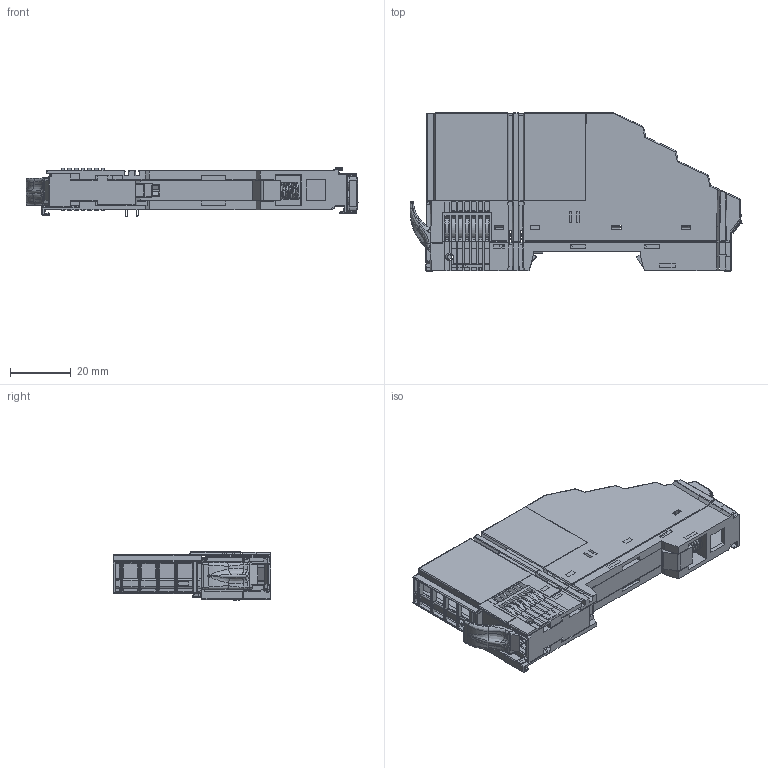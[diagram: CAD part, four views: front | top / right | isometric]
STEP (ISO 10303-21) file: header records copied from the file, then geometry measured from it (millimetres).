
FILE_DESCRIPTION((''),'2;1');
FILE_NAME('001-1BA00_DET5','2013-11-19T',('TReuther'),(''),'PRO/ENGINEER BY PARAMETRIC TECHNOLOGY CORPORATION, 2013320','PRO/ENGINEER BY PARAMETRIC TECHNOLOGY CORPORATION, 2013320','');
FILE_SCHEMA(('CONFIG_CONTROL_DESIGN'));
Products named in the file (1): 001-1BA00_DET5
Bounding box: 109.41 x 52.05 x 15.95 mm (x, y, z)
Surface area: 19663.7 mm2 (no closed solid volume)
Topology: 0 solids, 106 shells, 716 faces, 3839 edges, 3123 vertices
Faces by surface type: plane 361, cylinder 187, torus 74, bspline 69, extrusion 19, cone 5, revolution 1
Entity records: 47480 total; most frequent: CARTESIAN_POINT 19726, DIRECTION 5234, ORIENTED_EDGE 4928, EDGE_CURVE 3839, VERTEX_POINT 3123, VECTOR 2373, LINE 2354, AXIS2_PLACEMENT_3D 1430
